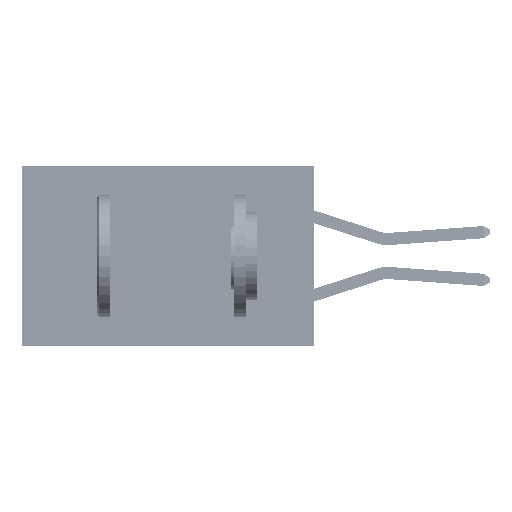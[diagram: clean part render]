
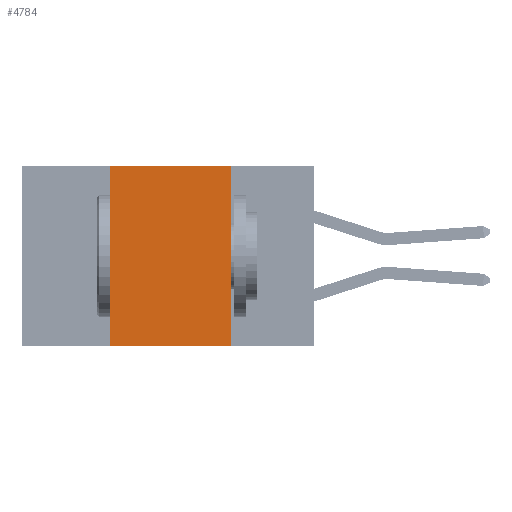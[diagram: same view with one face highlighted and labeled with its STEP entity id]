
A CAD part, left-side view. The second image highlights one B-rep face of the part: STEP entity #4784.
In plain terms, the highlighted planar face has unit normal (-1, 0, 0).
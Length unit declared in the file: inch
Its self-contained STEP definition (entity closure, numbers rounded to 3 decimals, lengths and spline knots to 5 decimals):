
#1724 = ORIENTED_EDGE ( 'NONE', *, *, #46921, .T. ) ;
#2110 = EDGE_CURVE ( 'NONE', #36990, #39662, #5472, .T. ) ;
#4784 = ADVANCED_FACE ( 'NONE', ( #35135 ), #36735, .F. ) ;
#5472 = LINE ( 'NONE', #13746, #44826 ) ;
#8702 = CARTESIAN_POINT ( 'NONE',  ( 0., 0.17, 0. ) ) ;
#9567 = CARTESIAN_POINT ( 'NONE',  ( 0., 0.6, -0.37 ) ) ;
#12308 = VECTOR ( 'NONE', #42044, 39.37008 ) ;
#13644 = VECTOR ( 'NONE', #33109, 39.37008 ) ;
#13746 = CARTESIAN_POINT ( 'NONE',  ( 0., 0.42, 0. ) ) ;
#14877 = CARTESIAN_POINT ( 'NONE',  ( 0., 0.42, -0.37 ) ) ;
#15139 = VERTEX_POINT ( 'NONE', #29680 ) ;
#17201 = AXIS2_PLACEMENT_3D ( 'NONE', #44808, #20565, #48864 ) ;
#17804 = DIRECTION ( 'NONE',  ( 0., 0., 1. ) ) ;
#20565 = DIRECTION ( 'NONE',  ( 1., 0., 0. ) ) ;
#20844 = EDGE_LOOP ( 'NONE', ( #31380, #32434, #40075, #1724 ) ) ;
#22598 = VERTEX_POINT ( 'NONE', #49697 ) ;
#24864 = DIRECTION ( 'NONE',  ( 0., -1., 0. ) ) ;
#26784 = VECTOR ( 'NONE', #24864, 39.37008 ) ;
#28984 = CARTESIAN_POINT ( 'NONE',  ( 0., 0.6, 0. ) ) ;
#29680 = CARTESIAN_POINT ( 'NONE',  ( 0., 0.17, -0.37 ) ) ;
#31252 = EDGE_CURVE ( 'NONE', #22598, #15139, #35252, .T. ) ;
#31380 = ORIENTED_EDGE ( 'NONE', *, *, #31252, .F. ) ;
#31761 = EDGE_CURVE ( 'NONE', #39662, #22598, #37577, .T. ) ;
#32434 = ORIENTED_EDGE ( 'NONE', *, *, #31761, .F. ) ;
#32636 = LINE ( 'NONE', #9567, #12308 ) ;
#33109 = DIRECTION ( 'NONE',  ( 0., 0., -1. ) ) ;
#35135 = FACE_OUTER_BOUND ( 'NONE', #20844, .T. ) ;
#35252 = LINE ( 'NONE', #8702, #13644 ) ;
#36735 = PLANE ( 'NONE',  #17201 ) ;
#36990 = VERTEX_POINT ( 'NONE', #14877 ) ;
#37577 = LINE ( 'NONE', #28984, #26784 ) ;
#39662 = VERTEX_POINT ( 'NONE', #46827 ) ;
#40075 = ORIENTED_EDGE ( 'NONE', *, *, #2110, .F. ) ;
#42044 = DIRECTION ( 'NONE',  ( 0., -1., 0. ) ) ;
#44808 = CARTESIAN_POINT ( 'NONE',  ( 0., 0.6, 0. ) ) ;
#44826 = VECTOR ( 'NONE', #17804, 39.37008 ) ;
#46827 = CARTESIAN_POINT ( 'NONE',  ( 0., 0.42, 0. ) ) ;
#46921 = EDGE_CURVE ( 'NONE', #36990, #15139, #32636, .T. ) ;
#48864 = DIRECTION ( 'NONE',  ( 0., 0., -1. ) ) ;
#49697 = CARTESIAN_POINT ( 'NONE',  ( 0., 0.17, 0. ) ) ;
